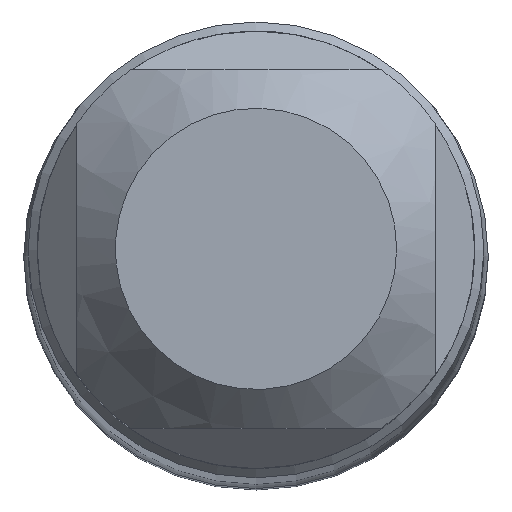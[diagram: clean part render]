
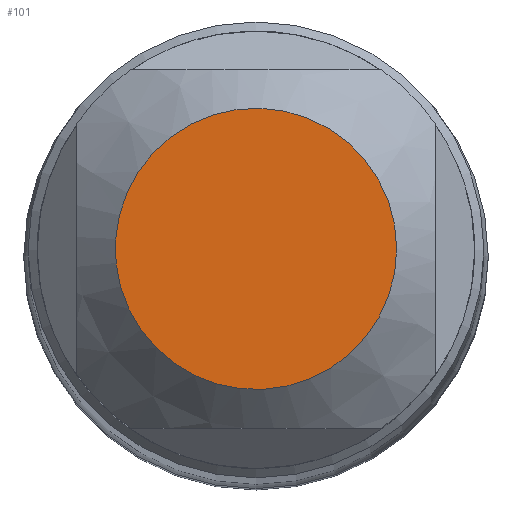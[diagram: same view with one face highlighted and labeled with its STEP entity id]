
A CAD part, top view. The second image highlights one B-rep face of the part: STEP entity #101.
In plain terms, the highlighted planar face has unit normal (0, 0, 1).
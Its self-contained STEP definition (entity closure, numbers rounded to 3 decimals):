
#74=PLANE('',#357);
#86=FACE_OUTER_BOUND('',#142,.T.);
#101=ADVANCED_FACE('',(#86),#74,.F.);
#142=EDGE_LOOP('',(#170));
#170=ORIENTED_EDGE('',*,*,#260,.T.);
#235=VERTEX_POINT('',#517);
#260=EDGE_CURVE('',#235,#235,#293,.T.);
#293=CIRCLE('',#356,2.16);
#356=AXIS2_PLACEMENT_3D('',#516,#406,#407);
#357=AXIS2_PLACEMENT_3D('',#518,#408,#409);
#406=DIRECTION('',(0.,0.,1.));
#407=DIRECTION('',(1.,0.,0.));
#408=DIRECTION('',(0.,0.,-1.));
#409=DIRECTION('',(-1.,0.,0.));
#516=CARTESIAN_POINT('',(0.,0.,0.));
#517=CARTESIAN_POINT('',(2.16,0.,0.));
#518=CARTESIAN_POINT('',(3.8,0.,0.));
